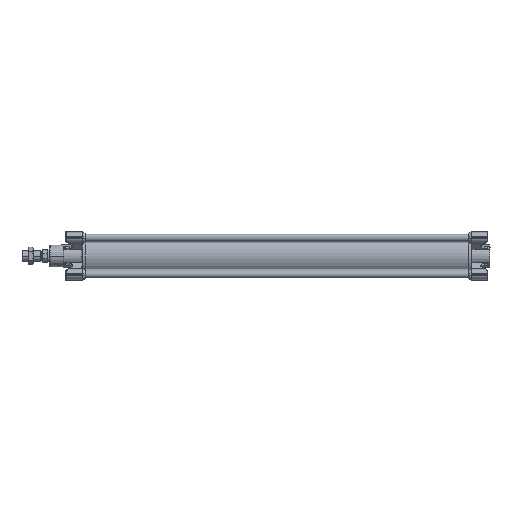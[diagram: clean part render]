
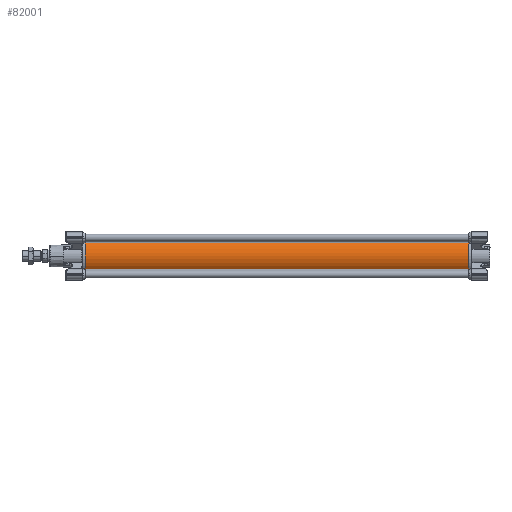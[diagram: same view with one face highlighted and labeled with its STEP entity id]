
A CAD part, left-side view. The second image highlights one B-rep face of the part: STEP entity #82001.
In plain terms, the highlighted cylindrical face has radius 42.5 mm (diameter 85 mm), a partial arc.
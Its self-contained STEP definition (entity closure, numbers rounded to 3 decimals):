
#649 = LINE ( 'NONE', #37377, #60022 ) ;
#10760 = CARTESIAN_POINT ( 'NONE',  ( 0., 38., 0. ) ) ;
#14303 = CARTESIAN_POINT ( 'NONE',  ( 0., 738., 0. ) ) ;
#15375 = DIRECTION ( 'NONE',  ( 0., -1., 0. ) ) ;
#16488 = AXIS2_PLACEMENT_3D ( 'NONE', #97113, #15375, #22039 ) ;
#18625 = ORIENTED_EDGE ( 'NONE', *, *, #48701, .T. ) ;
#20892 = ORIENTED_EDGE ( 'NONE', *, *, #47124, .F. ) ;
#21196 = VERTEX_POINT ( 'NONE', #66698 ) ;
#22039 = DIRECTION ( 'NONE',  ( 0., 0., -1. ) ) ;
#22242 = CIRCLE ( 'NONE', #16488, 42.5 ) ;
#22502 = AXIS2_PLACEMENT_3D ( 'NONE', #14303, #117029, #97242 ) ;
#23146 = EDGE_CURVE ( 'NONE', #49736, #54924, #649, .T. ) ;
#25152 = FACE_OUTER_BOUND ( 'NONE', #68632, .T. ) ;
#25501 = LINE ( 'NONE', #33304, #27916 ) ;
#27916 = VECTOR ( 'NONE', #61558, 1000. ) ;
#27928 = AXIS2_PLACEMENT_3D ( 'NONE', #10760, #47445, #102673 ) ;
#31656 = CIRCLE ( 'NONE', #27928, 42.5 ) ;
#33304 = CARTESIAN_POINT ( 'NONE',  ( -34.081, 738., 25.391 ) ) ;
#37377 = CARTESIAN_POINT ( 'NONE',  ( -34.081, 738., -25.391 ) ) ;
#42178 = ORIENTED_EDGE ( 'NONE', *, *, #78099, .T. ) ;
#47124 = EDGE_CURVE ( 'NONE', #114146, #49736, #31656, .T. ) ;
#47445 = DIRECTION ( 'NONE',  ( 0., -1., 0. ) ) ;
#48701 = EDGE_CURVE ( 'NONE', #114146, #21196, #25501, .T. ) ;
#49736 = VERTEX_POINT ( 'NONE', #80631 ) ;
#54924 = VERTEX_POINT ( 'NONE', #114403 ) ;
#60022 = VECTOR ( 'NONE', #65623, 1000. ) ;
#61558 = DIRECTION ( 'NONE',  ( 0., 1., 0. ) ) ;
#61797 = CYLINDRICAL_SURFACE ( 'NONE', #22502, 42.5 ) ;
#65623 = DIRECTION ( 'NONE',  ( 0., 1., 0. ) ) ;
#66698 = CARTESIAN_POINT ( 'NONE',  ( -34.081, 790., 25.391 ) ) ;
#68632 = EDGE_LOOP ( 'NONE', ( #42178, #73127, #20892, #18625 ) ) ;
#73127 = ORIENTED_EDGE ( 'NONE', *, *, #23146, .F. ) ;
#78099 = EDGE_CURVE ( 'NONE', #21196, #54924, #22242, .T. ) ;
#80631 = CARTESIAN_POINT ( 'NONE',  ( -34.081, 38., -25.391 ) ) ;
#82001 = ADVANCED_FACE ( 'NONE', ( #25152 ), #61797, .T. ) ;
#97113 = CARTESIAN_POINT ( 'NONE',  ( 0., 790., 0. ) ) ;
#97242 = DIRECTION ( 'NONE',  ( 0., 0., 1. ) ) ;
#102673 = DIRECTION ( 'NONE',  ( 0., 0., -1. ) ) ;
#107240 = CARTESIAN_POINT ( 'NONE',  ( -34.081, 38., 25.391 ) ) ;
#114146 = VERTEX_POINT ( 'NONE', #107240 ) ;
#114403 = CARTESIAN_POINT ( 'NONE',  ( -34.081, 790., -25.391 ) ) ;
#117029 = DIRECTION ( 'NONE',  ( 0., 1., 0. ) ) ;
